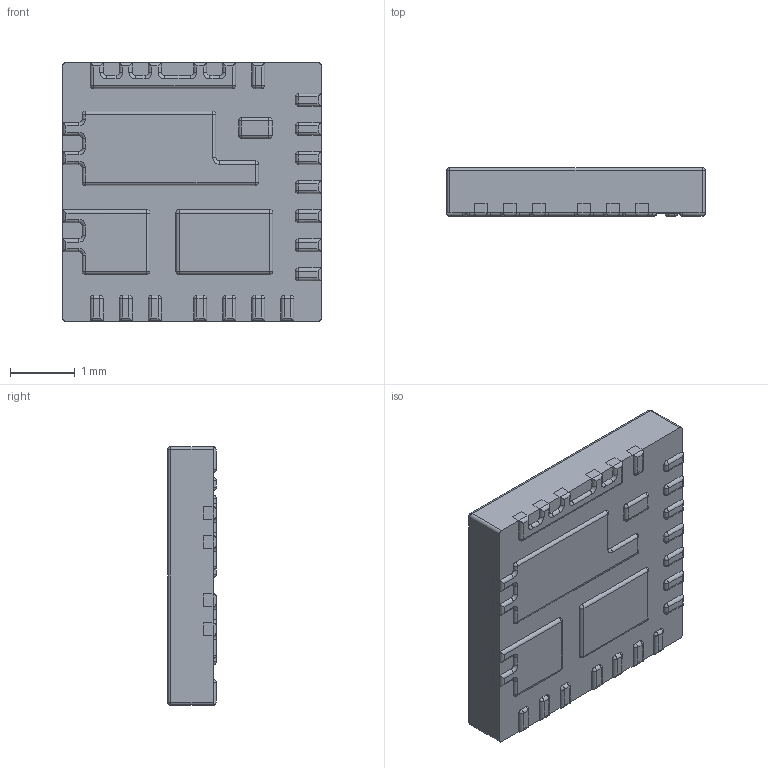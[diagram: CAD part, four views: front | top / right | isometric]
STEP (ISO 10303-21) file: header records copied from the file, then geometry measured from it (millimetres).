
FILE_DESCRIPTION(/* description */ (''),/* implementation_level */ '2;1');
FILE_NAME(/* name */ 'MLP44_24L.step',/* time_stamp */ '2022-05-18T22:42:55-07:00',/* author */ (''),/* organization */ (''),/* preprocessor_version */ 'ST-DEVELOPER v18.1',/* originating_system */ 'Autodesk Translation Framework v10.14.0.1471',/* authorisation */ '');
FILE_SCHEMA (('AUTOMOTIVE_DESIGN { 1 0 10303 214 3 1 1 }'));
Length unit declared in the file: millimetre
Products named in the file (1): MLP44_24L_V2
Bounding box: 4 x 0.75 x 4 mm (x, y, z)
Volume: 11.5 mm3; surface area: 71 mm2
Topology: 22 solids, 22 shells, 593 faces, 1402 edges, 856 vertices
Faces by surface type: plane 275, cylinder 250, sphere 52, torus 16
Full cylindrical faces by diameter (mm): 0.2 x2
Entity records: 16869 total; most frequent: DIRECTION 3058, CARTESIAN_POINT 2852, ORIENTED_EDGE 2804, EDGE_CURVE 1402, AXIS2_PLACEMENT_3D 1062, LINE 934, VECTOR 934, VERTEX_POINT 856
